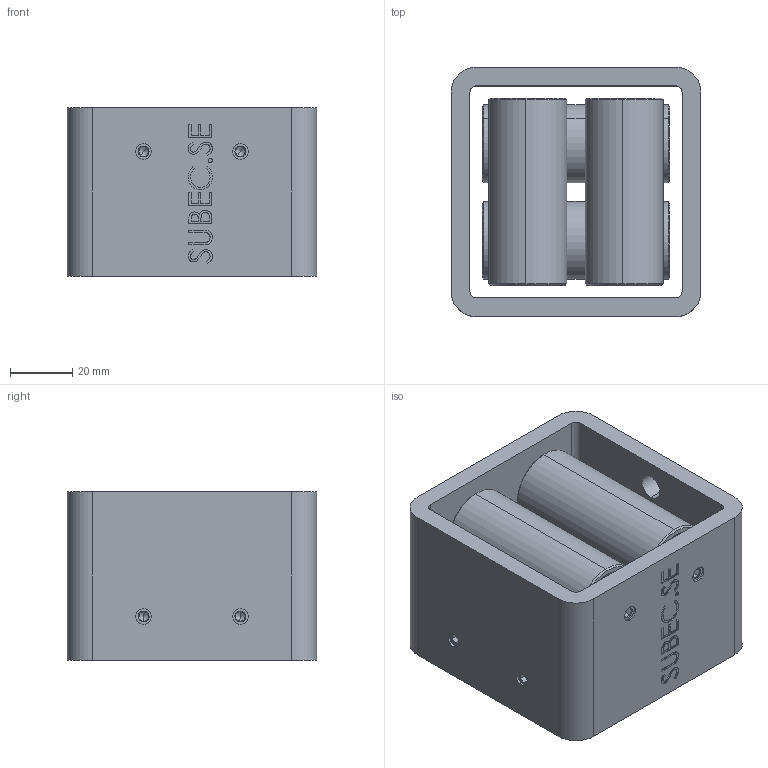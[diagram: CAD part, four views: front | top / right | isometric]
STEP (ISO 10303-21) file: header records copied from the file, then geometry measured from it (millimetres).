
FILE_DESCRIPTION (( 'STEP AP203' ), '1' );
FILE_NAME ('180503 STEP 3-400401-03_8718A.STEP', '2018-05-03T10:10:49', ( '' ), ( '' ), 'SwSTEP 2.0', 'SolidWorks 2018', '' );
FILE_SCHEMA (( 'CONFIG_CONTROL_DESIGN' ));
Length unit declared in the file: millimetre
Products named in the file (2): 180503 STEP 3-400401-03_8718A
Bounding box: 80 x 80 x 54 mm (x, y, z)
Surface area: 65289.1 mm2 (no closed solid volume)
Topology: 0 solids, 17 shells, 349 faces, 858 edges, 524 vertices
Faces by surface type: plane 127, cone 120, bspline 54, cylinder 48
Entity records: 13285 total; most frequent: CARTESIAN_POINT 5431, ORIENTED_EDGE 1604, DIRECTION 1450, EDGE_CURVE 842, AXIS2_PLACEMENT_3D 533, VERTEX_POINT 524, EDGE_LOOP 403, VECTOR 384
